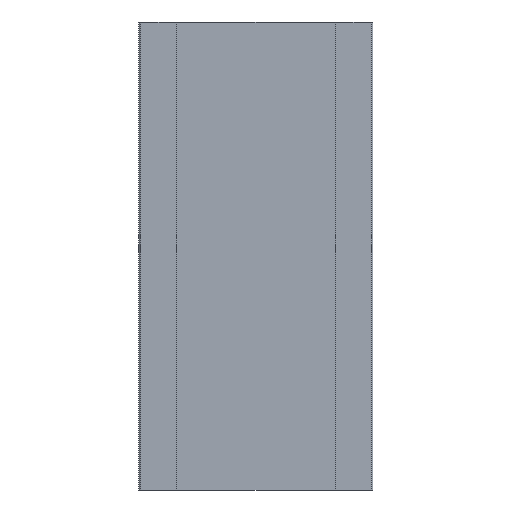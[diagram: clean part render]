
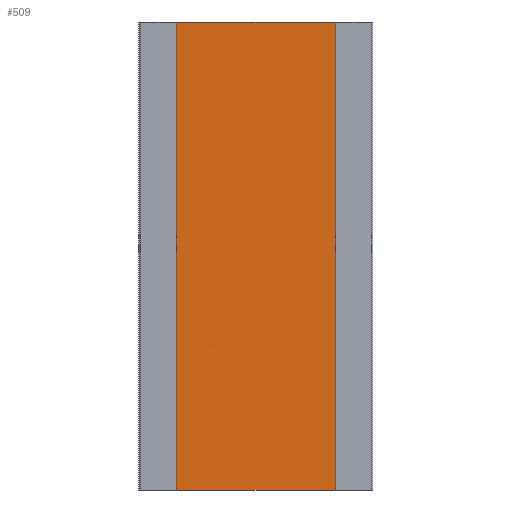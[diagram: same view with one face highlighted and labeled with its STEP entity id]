
A CAD part, front view. The second image highlights one B-rep face of the part: STEP entity #509.
In plain terms, the highlighted planar face has unit normal (0, -1, 0).
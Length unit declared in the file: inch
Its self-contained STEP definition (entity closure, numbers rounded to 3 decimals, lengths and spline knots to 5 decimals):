
#31=FACE_OUTER_BOUND('',#61,.T.);
#61=EDGE_LOOP('',(#348,#349,#350,#351));
#91=LINE('',#732,#155);
#96=LINE('',#742,#160);
#97=LINE('',#745,#161);
#98=LINE('',#746,#162);
#155=VECTOR('',#588,0.124);
#160=VECTOR('',#597,0.252);
#161=VECTOR('',#600,0.124);
#162=VECTOR('',#601,0.252);
#216=VERTEX_POINT('',#725);
#219=VERTEX_POINT('',#730);
#222=VERTEX_POINT('',#740);
#223=VERTEX_POINT('',#744);
#267=EDGE_CURVE('',#219,#216,#91,.T.);
#272=EDGE_CURVE('',#219,#222,#96,.T.);
#273=EDGE_CURVE('',#223,#222,#97,.T.);
#274=EDGE_CURVE('',#216,#223,#98,.T.);
#348=ORIENTED_EDGE('',*,*,#272,.T.);
#349=ORIENTED_EDGE('',*,*,#273,.F.);
#350=ORIENTED_EDGE('',*,*,#274,.F.);
#351=ORIENTED_EDGE('',*,*,#267,.F.);
#483=PLANE('',#546);
#509=ADVANCED_FACE('',(#31),#483,.T.);
#546=AXIS2_PLACEMENT_3D('',#743,#598,#599);
#588=DIRECTION('',(-1.,0.,0.));
#597=DIRECTION('',(0.,0.,1.));
#598=DIRECTION('center_axis',(0.,-1.,0.));
#599=DIRECTION('ref_axis',(1.,0.,0.));
#600=DIRECTION('',(1.,0.,0.));
#601=DIRECTION('',(0.,0.,1.));
#725=CARTESIAN_POINT('',(-0.062,0.001,-0.126));
#730=CARTESIAN_POINT('',(0.062,0.001,-0.126));
#732=CARTESIAN_POINT('',(-0.062,0.001,-0.126));
#740=CARTESIAN_POINT('',(0.062,0.001,0.126));
#742=CARTESIAN_POINT('',(0.062,0.001,0.));
#743=CARTESIAN_POINT('Origin',(-0.062,0.001,0.));
#744=CARTESIAN_POINT('',(-0.062,0.001,0.126));
#745=CARTESIAN_POINT('',(-0.062,0.001,0.126));
#746=CARTESIAN_POINT('',(-0.062,0.001,0.));
